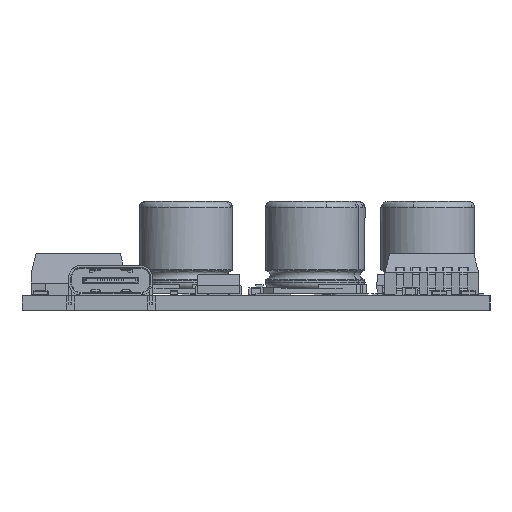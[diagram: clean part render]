
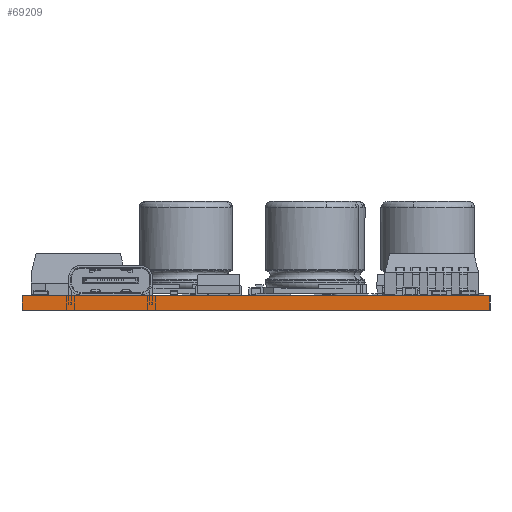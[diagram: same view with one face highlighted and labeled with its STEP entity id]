
A CAD part, left-side view. The second image highlights one B-rep face of the part: STEP entity #69209.
In plain terms, the highlighted planar face has unit normal (-1, 0, 0).
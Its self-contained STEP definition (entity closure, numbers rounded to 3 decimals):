
#69209 = ADVANCED_FACE('',(#69210),#69224,.T.);
#69210 = FACE_BOUND('',#69211,.T.);
#69211 = EDGE_LOOP('',(#69212,#69247,#69275,#69303));
#69212 = ORIENTED_EDGE('',*,*,#69213,.T.);
#69213 = EDGE_CURVE('',#69214,#69216,#69218,.T.);
#69214 = VERTEX_POINT('',#69215);
#69215 = CARTESIAN_POINT('',(0.,-89.25,0.));
#69216 = VERTEX_POINT('',#69217);
#69217 = CARTESIAN_POINT('',(0.,-89.25,1.6));
#69218 = SURFACE_CURVE('',#69219,(#69223,#69235),.PCURVE_S1.);
#69219 = LINE('',#69220,#69221);
#69220 = CARTESIAN_POINT('',(0.,-89.25,0.));
#69221 = VECTOR('',#69222,1.);
#69222 = DIRECTION('',(0.,0.,1.));
#69223 = PCURVE('',#69224,#69229);
#69224 = PLANE('',#69225);
#69225 = AXIS2_PLACEMENT_3D('',#69226,#69227,#69228);
#69226 = CARTESIAN_POINT('',(0.,-89.25,0.));
#69227 = DIRECTION('',(-1.,0.,0.));
#69228 = DIRECTION('',(0.,1.,0.));
#69229 = DEFINITIONAL_REPRESENTATION('',(#69230),#69234);
#69230 = LINE('',#69231,#69232);
#69231 = CARTESIAN_POINT('',(0.,0.));
#69232 = VECTOR('',#69233,1.);
#69233 = DIRECTION('',(0.,-1.));
#69234 = ( GEOMETRIC_REPRESENTATION_CONTEXT(2) 
PARAMETRIC_REPRESENTATION_CONTEXT() REPRESENTATION_CONTEXT('2D SPACE',''
  ) );
#69235 = PCURVE('',#69236,#69241);
#69236 = PLANE('',#69237);
#69237 = AXIS2_PLACEMENT_3D('',#69238,#69239,#69240);
#69238 = CARTESIAN_POINT('',(305.,-89.25,0.));
#69239 = DIRECTION('',(0.,-1.,0.));
#69240 = DIRECTION('',(-1.,0.,0.));
#69241 = DEFINITIONAL_REPRESENTATION('',(#69242),#69246);
#69242 = LINE('',#69243,#69244);
#69243 = CARTESIAN_POINT('',(305.,0.));
#69244 = VECTOR('',#69245,1.);
#69245 = DIRECTION('',(0.,-1.));
#69246 = ( GEOMETRIC_REPRESENTATION_CONTEXT(2) 
PARAMETRIC_REPRESENTATION_CONTEXT() REPRESENTATION_CONTEXT('2D SPACE',''
  ) );
#69247 = ORIENTED_EDGE('',*,*,#69248,.T.);
#69248 = EDGE_CURVE('',#69216,#69249,#69251,.T.);
#69249 = VERTEX_POINT('',#69250);
#69250 = CARTESIAN_POINT('',(0.,-39.25,1.6));
#69251 = SURFACE_CURVE('',#69252,(#69256,#69263),.PCURVE_S1.);
#69252 = LINE('',#69253,#69254);
#69253 = CARTESIAN_POINT('',(0.,-89.25,1.6));
#69254 = VECTOR('',#69255,1.);
#69255 = DIRECTION('',(0.,1.,0.));
#69256 = PCURVE('',#69224,#69257);
#69257 = DEFINITIONAL_REPRESENTATION('',(#69258),#69262);
#69258 = LINE('',#69259,#69260);
#69259 = CARTESIAN_POINT('',(0.,-1.6));
#69260 = VECTOR('',#69261,1.);
#69261 = DIRECTION('',(1.,0.));
#69262 = ( GEOMETRIC_REPRESENTATION_CONTEXT(2) 
PARAMETRIC_REPRESENTATION_CONTEXT() REPRESENTATION_CONTEXT('2D SPACE',''
  ) );
#69263 = PCURVE('',#69264,#69269);
#69264 = PLANE('',#69265);
#69265 = AXIS2_PLACEMENT_3D('',#69266,#69267,#69268);
#69266 = CARTESIAN_POINT('',(154.025,-64.25,1.6));
#69267 = DIRECTION('',(-0.,-0.,-1.));
#69268 = DIRECTION('',(-1.,0.,0.));
#69269 = DEFINITIONAL_REPRESENTATION('',(#69270),#69274);
#69270 = LINE('',#69271,#69272);
#69271 = CARTESIAN_POINT('',(154.025,-25.));
#69272 = VECTOR('',#69273,1.);
#69273 = DIRECTION('',(0.,1.));
#69274 = ( GEOMETRIC_REPRESENTATION_CONTEXT(2) 
PARAMETRIC_REPRESENTATION_CONTEXT() REPRESENTATION_CONTEXT('2D SPACE',''
  ) );
#69275 = ORIENTED_EDGE('',*,*,#69276,.F.);
#69276 = EDGE_CURVE('',#69277,#69249,#69279,.T.);
#69277 = VERTEX_POINT('',#69278);
#69278 = CARTESIAN_POINT('',(0.,-39.25,0.));
#69279 = SURFACE_CURVE('',#69280,(#69284,#69291),.PCURVE_S1.);
#69280 = LINE('',#69281,#69282);
#69281 = CARTESIAN_POINT('',(0.,-39.25,0.));
#69282 = VECTOR('',#69283,1.);
#69283 = DIRECTION('',(0.,0.,1.));
#69284 = PCURVE('',#69224,#69285);
#69285 = DEFINITIONAL_REPRESENTATION('',(#69286),#69290);
#69286 = LINE('',#69287,#69288);
#69287 = CARTESIAN_POINT('',(50.,0.));
#69288 = VECTOR('',#69289,1.);
#69289 = DIRECTION('',(0.,-1.));
#69290 = ( GEOMETRIC_REPRESENTATION_CONTEXT(2) 
PARAMETRIC_REPRESENTATION_CONTEXT() REPRESENTATION_CONTEXT('2D SPACE',''
  ) );
#69291 = PCURVE('',#69292,#69297);
#69292 = PLANE('',#69293);
#69293 = AXIS2_PLACEMENT_3D('',#69294,#69295,#69296);
#69294 = CARTESIAN_POINT('',(0.,-39.25,0.));
#69295 = DIRECTION('',(0.,1.,0.));
#69296 = DIRECTION('',(1.,0.,0.));
#69297 = DEFINITIONAL_REPRESENTATION('',(#69298),#69302);
#69298 = LINE('',#69299,#69300);
#69299 = CARTESIAN_POINT('',(0.,0.));
#69300 = VECTOR('',#69301,1.);
#69301 = DIRECTION('',(0.,-1.));
#69302 = ( GEOMETRIC_REPRESENTATION_CONTEXT(2) 
PARAMETRIC_REPRESENTATION_CONTEXT() REPRESENTATION_CONTEXT('2D SPACE',''
  ) );
#69303 = ORIENTED_EDGE('',*,*,#69304,.F.);
#69304 = EDGE_CURVE('',#69214,#69277,#69305,.T.);
#69305 = SURFACE_CURVE('',#69306,(#69310,#69317),.PCURVE_S1.);
#69306 = LINE('',#69307,#69308);
#69307 = CARTESIAN_POINT('',(0.,-89.25,0.));
#69308 = VECTOR('',#69309,1.);
#69309 = DIRECTION('',(0.,1.,0.));
#69310 = PCURVE('',#69224,#69311);
#69311 = DEFINITIONAL_REPRESENTATION('',(#69312),#69316);
#69312 = LINE('',#69313,#69314);
#69313 = CARTESIAN_POINT('',(0.,0.));
#69314 = VECTOR('',#69315,1.);
#69315 = DIRECTION('',(1.,0.));
#69316 = ( GEOMETRIC_REPRESENTATION_CONTEXT(2) 
PARAMETRIC_REPRESENTATION_CONTEXT() REPRESENTATION_CONTEXT('2D SPACE',''
  ) );
#69317 = PCURVE('',#69318,#69323);
#69318 = PLANE('',#69319);
#69319 = AXIS2_PLACEMENT_3D('',#69320,#69321,#69322);
#69320 = CARTESIAN_POINT('',(154.025,-64.25,0.));
#69321 = DIRECTION('',(-0.,-0.,-1.));
#69322 = DIRECTION('',(-1.,0.,0.));
#69323 = DEFINITIONAL_REPRESENTATION('',(#69324),#69328);
#69324 = LINE('',#69325,#69326);
#69325 = CARTESIAN_POINT('',(154.025,-25.));
#69326 = VECTOR('',#69327,1.);
#69327 = DIRECTION('',(0.,1.));
#69328 = ( GEOMETRIC_REPRESENTATION_CONTEXT(2) 
PARAMETRIC_REPRESENTATION_CONTEXT() REPRESENTATION_CONTEXT('2D SPACE',''
  ) );
